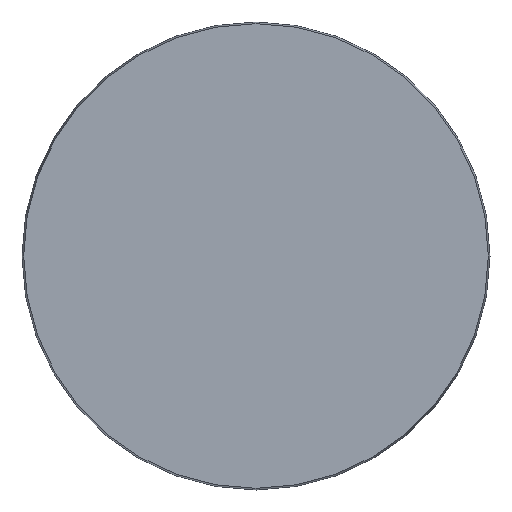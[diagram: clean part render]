
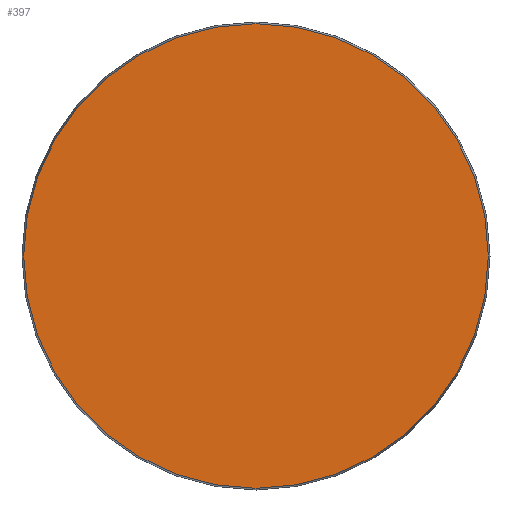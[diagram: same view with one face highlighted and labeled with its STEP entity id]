
A CAD part, front view. The second image highlights one B-rep face of the part: STEP entity #397.
In plain terms, the highlighted planar face has unit normal (0, -1, 0).
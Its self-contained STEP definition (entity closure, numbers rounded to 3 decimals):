
#72 = CARTESIAN_POINT ( 'NONE',  ( -78.425, 0., 0. ) ) ;
#81 = FACE_OUTER_BOUND ( 'NONE', #325, .T. ) ;
#106 = CIRCLE ( 'NONE', #262, 78.425 ) ;
#204 = ORIENTED_EDGE ( 'NONE', *, *, #389, .T. ) ;
#206 = PLANE ( 'NONE',  #404 ) ;
#210 = CARTESIAN_POINT ( 'NONE',  ( 0., 0., -78.425 ) ) ;
#247 = CARTESIAN_POINT ( 'NONE',  ( 0., 0., 0. ) ) ;
#262 = AXIS2_PLACEMENT_3D ( 'NONE', #247, #282, #541 ) ;
#282 = DIRECTION ( 'NONE',  ( 0., -1., 0. ) ) ;
#294 = VERTEX_POINT ( 'NONE', #210 ) ;
#325 = EDGE_LOOP ( 'NONE', ( #204 ) ) ;
#362 = DIRECTION ( 'NONE',  ( 0., 0., 1. ) ) ;
#389 = EDGE_CURVE ( 'NONE', #294, #294, #106, .T. ) ;
#397 = ADVANCED_FACE ( 'NONE', ( #81 ), #206, .F. ) ;
#404 = AXIS2_PLACEMENT_3D ( 'NONE', #72, #453, #362 ) ;
#453 = DIRECTION ( 'NONE',  ( 0., 1., 0. ) ) ;
#541 = DIRECTION ( 'NONE',  ( 0., 0., -1. ) ) ;
